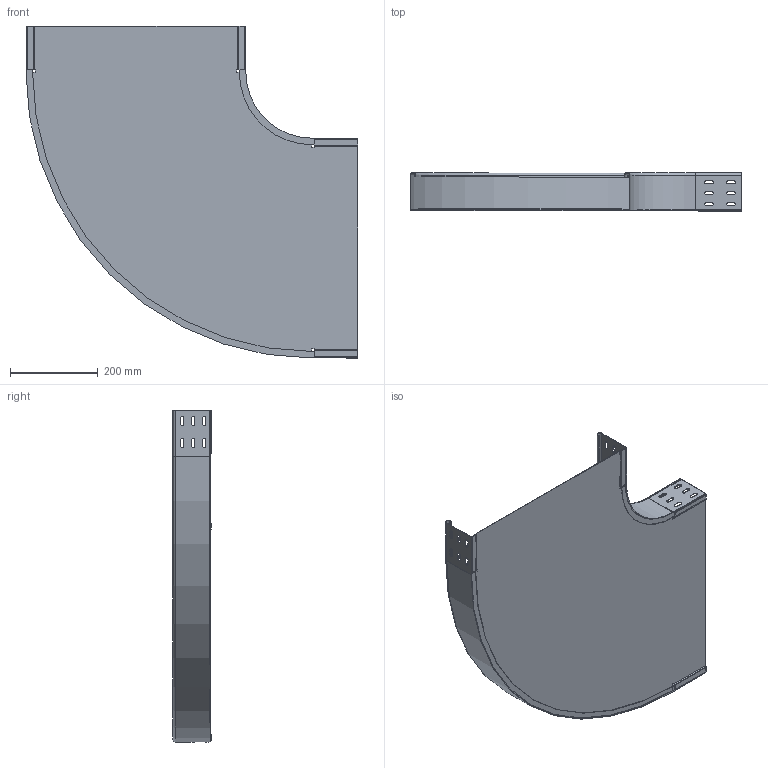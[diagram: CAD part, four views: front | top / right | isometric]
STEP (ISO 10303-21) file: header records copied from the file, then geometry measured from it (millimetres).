
FILE_DESCRIPTION (( 'STEP AP214' ), '1' );
FILE_NAME ('7001835.STP', '2018-03-21T13:31:49', ( '' ), ( '' ), 'SwSTEP 2.0', 'SolidWorks 2016', '' );
FILE_SCHEMA (( 'AUTOMOTIVE_DESIGN' ));
Length unit declared in the file: millimetre
Products named in the file (4): KTS 06.156-012_R=0650; KTS 06.152-012_Holmprofil; KTS 06.127-034_ Bodenblech NB=500; 7001835
Assembly tree (3 placements, depth 2):
  7001835
    KTS 06.127-034_ Bodenblech NB=500
    KTS 06.152-012_Holmprofil
    KTS 06.156-012_R=0650
Bounding box: 755 x 87 x 755 mm (x, y, z)
Volume: 855870.5 mm3; surface area: 1213930.7 mm2
Topology: 3 solids, 3 shells, 242 faces, 692 edges, 456 vertices
Faces by surface type: plane 146, cylinder 92, torus 4
Entity records: 8142 total; most frequent: CARTESIAN_POINT 1396, ORIENTED_EDGE 1384, DIRECTION 1372, EDGE_CURVE 692, VECTOR 508, LINE 508, VERTEX_POINT 456, AXIS2_PLACEMENT_3D 432
